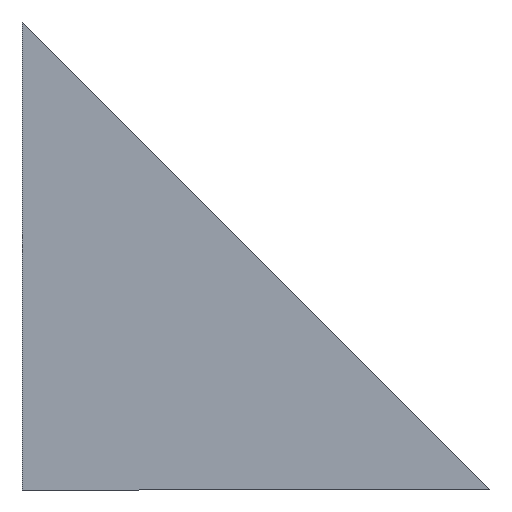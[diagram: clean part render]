
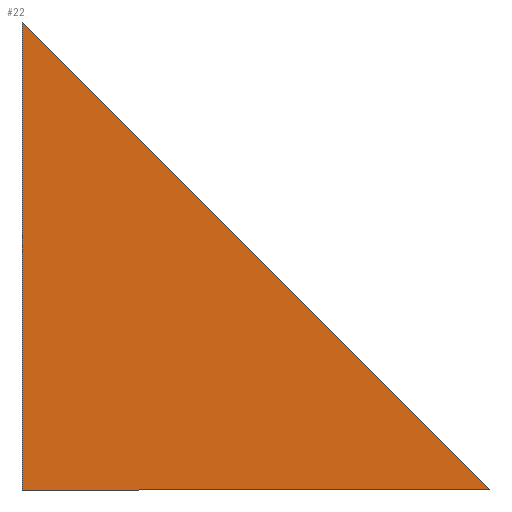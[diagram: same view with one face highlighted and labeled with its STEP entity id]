
A CAD part, front view. The second image highlights one B-rep face of the part: STEP entity #22.
In plain terms, the highlighted planar face has unit normal (0, -1, 0).
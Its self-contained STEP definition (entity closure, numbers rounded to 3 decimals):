
#2 = CARTESIAN_POINT ( 'NONE',  ( 0., 0., -20. ) ) ;
#22 = ADVANCED_FACE ( 'NONE', ( #150 ), #123, .F. ) ;
#23 = CARTESIAN_POINT ( 'NONE',  ( 0., 0., 0. ) ) ;
#42 = DIRECTION ( 'NONE',  ( 0.707, 0., -0.707 ) ) ;
#46 = AXIS2_PLACEMENT_3D ( 'NONE', #133, #63, #163 ) ;
#63 = DIRECTION ( 'NONE',  ( 0., 1., 0. ) ) ;
#65 = EDGE_CURVE ( 'NONE', #125, #141, #157, .T. ) ;
#72 = CARTESIAN_POINT ( 'NONE',  ( 0., 0., -100. ) ) ;
#79 = VECTOR ( 'NONE', #96, 1000. ) ;
#81 = ORIENTED_EDGE ( 'NONE', *, *, #101, .T. ) ;
#87 = EDGE_CURVE ( 'NONE', #125, #99, #161, .T. ) ;
#88 = ORIENTED_EDGE ( 'NONE', *, *, #87, .F. ) ;
#94 = DIRECTION ( 'NONE',  ( 1., 0., 0. ) ) ;
#96 = DIRECTION ( 'NONE',  ( 0., 0., -1. ) ) ;
#99 = VERTEX_POINT ( 'NONE', #126 ) ;
#100 = VECTOR ( 'NONE', #94, 1000. ) ;
#101 = EDGE_CURVE ( 'NONE', #141, #99, #109, .T. ) ;
#109 = LINE ( 'NONE', #144, #100 ) ;
#120 = EDGE_LOOP ( 'NONE', ( #81, #88, #139 ) ) ;
#123 = PLANE ( 'NONE',  #46 ) ;
#125 = VERTEX_POINT ( 'NONE', #2 ) ;
#126 = CARTESIAN_POINT ( 'NONE',  ( 80., 0., -100. ) ) ;
#133 = CARTESIAN_POINT ( 'NONE',  ( 0., 0., 0. ) ) ;
#139 = ORIENTED_EDGE ( 'NONE', *, *, #65, .T. ) ;
#141 = VERTEX_POINT ( 'NONE', #72 ) ;
#144 = CARTESIAN_POINT ( 'NONE',  ( 0., 0., -100. ) ) ;
#150 = FACE_OUTER_BOUND ( 'NONE', #120, .T. ) ;
#152 = VECTOR ( 'NONE', #42, 1000. ) ;
#157 = LINE ( 'NONE', #23, #79 ) ;
#160 = CARTESIAN_POINT ( 'NONE',  ( -10., 0., -10. ) ) ;
#161 = LINE ( 'NONE', #160, #152 ) ;
#163 = DIRECTION ( 'NONE',  ( 0., 0., 1. ) ) ;
